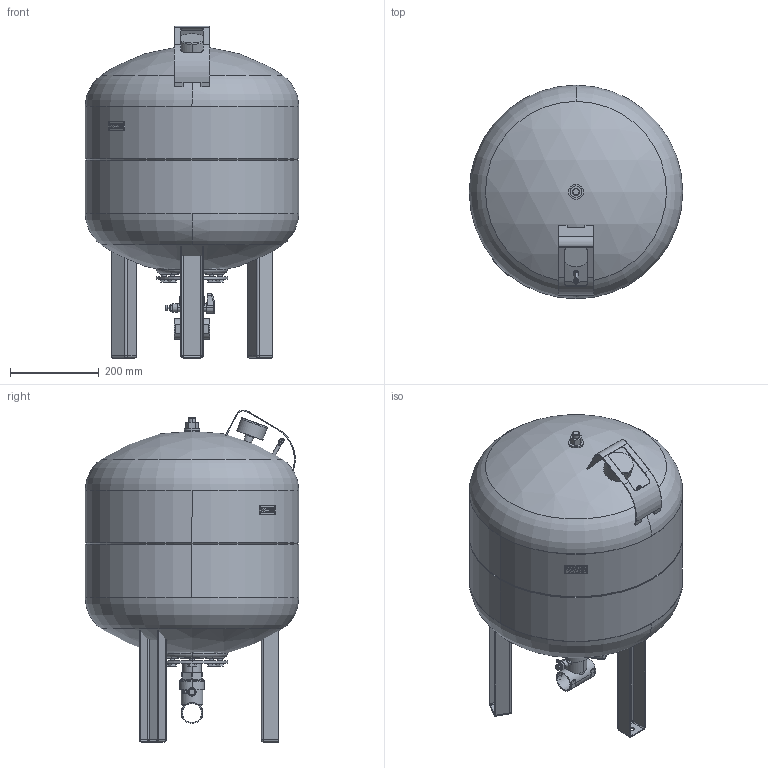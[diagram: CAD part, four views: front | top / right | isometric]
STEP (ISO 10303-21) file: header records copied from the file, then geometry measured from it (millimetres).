
FILE_DESCRIPTION((''),'2;1');
FILE_NAME('3d_DT5junior80-2515528.stp','2010-06-02T10:19:02',(''),(''),'Mechanical Desktop 2008','Mechanical Desktop 2008',', , ');
FILE_SCHEMA(('CONFIG_CONTROL_DESIGN'));
Length unit declared in the file: millimetre
Products named in the file (1): Product
Bounding box: 480 x 480 x 746.22 mm (x, y, z)
Volume: 76343451.2 mm3; surface area: 2015610 mm2
Topology: 19 solids, 19 shells, 655 faces, 1534 edges, 922 vertices
Faces by surface type: plane 279, cylinder 231, cone 62, bspline 33, torus 25, sphere 25
Entity records: 21167 total; most frequent: CARTESIAN_POINT 5997, DIRECTION 3320, ORIENTED_EDGE 2984, EDGE_CURVE 1492, AXIS2_PLACEMENT_3D 1264, VERTEX_POINT 920, VECTOR 792, LINE 792
